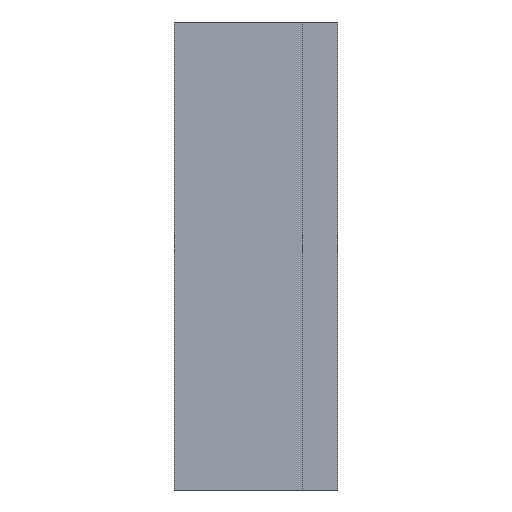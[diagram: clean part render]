
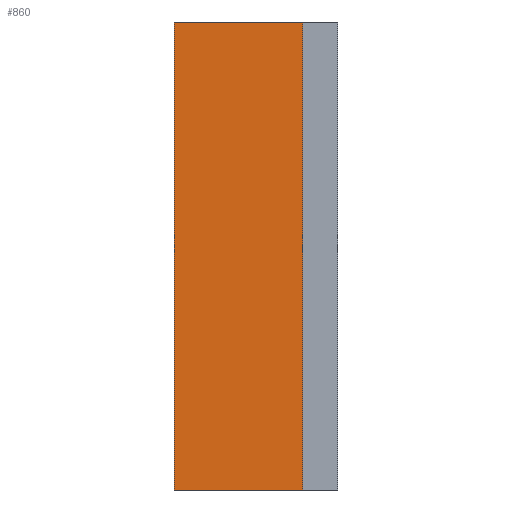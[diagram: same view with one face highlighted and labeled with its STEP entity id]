
A CAD part, left-side view. The second image highlights one B-rep face of the part: STEP entity #860.
In plain terms, the highlighted planar face has unit normal (-1, 0, 0).
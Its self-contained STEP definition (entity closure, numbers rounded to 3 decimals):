
#91 = VERTEX_POINT ( 'NONE', #679 ) ;
#125 = EDGE_CURVE ( 'NONE', #611, #91, #2404, .T. ) ;
#131 = VERTEX_POINT ( 'NONE', #3842 ) ;
#197 = ORIENTED_EDGE ( 'NONE', *, *, #125, .F. ) ;
#257 = FACE_OUTER_BOUND ( 'NONE', #1296, .T. ) ;
#611 = VERTEX_POINT ( 'NONE', #1798 ) ;
#679 = CARTESIAN_POINT ( 'NONE',  ( -1., 0.7, 1. ) ) ;
#860 = ADVANCED_FACE ( 'NONE', ( #257 ), #3641, .F. ) ;
#869 = CARTESIAN_POINT ( 'NONE',  ( -1., 0.15, -1. ) ) ;
#1084 = CARTESIAN_POINT ( 'NONE',  ( -1., 0.7, -1. ) ) ;
#1296 = EDGE_LOOP ( 'NONE', ( #1655, #2025, #197, #1493 ) ) ;
#1489 = CARTESIAN_POINT ( 'NONE',  ( -1., 0.7, -1. ) ) ;
#1490 = CARTESIAN_POINT ( 'NONE',  ( -1., 0.7, -1. ) ) ;
#1493 = ORIENTED_EDGE ( 'NONE', *, *, #3399, .T. ) ;
#1655 = ORIENTED_EDGE ( 'NONE', *, *, #3643, .T. ) ;
#1736 = VECTOR ( 'NONE', #2642, 1000. ) ;
#1798 = CARTESIAN_POINT ( 'NONE',  ( -1., 0.7, -1. ) ) ;
#1882 = EDGE_CURVE ( 'NONE', #91, #131, #3613, .T. ) ;
#1970 = VERTEX_POINT ( 'NONE', #869 ) ;
#2025 = ORIENTED_EDGE ( 'NONE', *, *, #1882, .F. ) ;
#2067 = DIRECTION ( 'NONE',  ( 0., -1., 0. ) ) ;
#2073 = DIRECTION ( 'NONE',  ( 0., -1., 0. ) ) ;
#2074 = DIRECTION ( 'NONE',  ( 1., 0., 0. ) ) ;
#2087 = CARTESIAN_POINT ( 'NONE',  ( -1., 0.7, 1. ) ) ;
#2136 = VECTOR ( 'NONE', #2067, 1000. ) ;
#2227 = LINE ( 'NONE', #2297, #3995 ) ;
#2297 = CARTESIAN_POINT ( 'NONE',  ( -1., 0.15, -1. ) ) ;
#2404 = LINE ( 'NONE', #1084, #1736 ) ;
#2642 = DIRECTION ( 'NONE',  ( 0., 0., 1. ) ) ;
#3201 = VECTOR ( 'NONE', #2073, 1000. ) ;
#3399 = EDGE_CURVE ( 'NONE', #611, #1970, #4003, .T. ) ;
#3613 = LINE ( 'NONE', #2087, #2136 ) ;
#3641 = PLANE ( 'NONE',  #3652 ) ;
#3643 = EDGE_CURVE ( 'NONE', #1970, #131, #2227, .T. ) ;
#3652 = AXIS2_PLACEMENT_3D ( 'NONE', #1490, #2074, #3654 ) ;
#3654 = DIRECTION ( 'NONE',  ( 0., 0., -1. ) ) ;
#3842 = CARTESIAN_POINT ( 'NONE',  ( -1., 0.15, 1. ) ) ;
#3948 = DIRECTION ( 'NONE',  ( 0., 0., 1. ) ) ;
#3995 = VECTOR ( 'NONE', #3948, 1000. ) ;
#4003 = LINE ( 'NONE', #1489, #3201 ) ;
